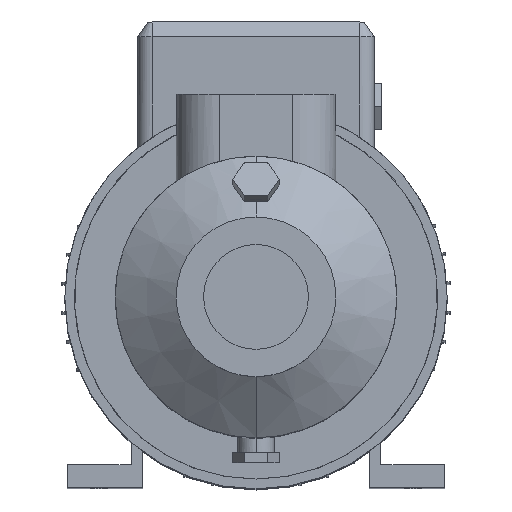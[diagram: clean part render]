
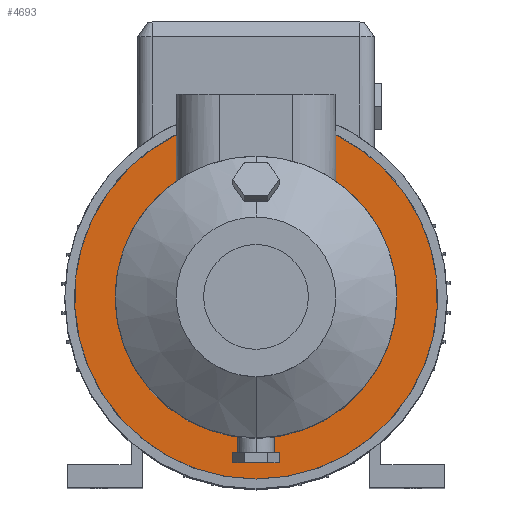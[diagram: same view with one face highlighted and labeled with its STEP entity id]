
A CAD part, top view. The second image highlights one B-rep face of the part: STEP entity #4693.
In plain terms, the highlighted planar face has unit normal (0, 0, 1).
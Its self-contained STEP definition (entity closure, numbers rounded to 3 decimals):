
#191 = ORIENTED_EDGE ( 'NONE', *, *, #8564, .F. ) ;
#297 = EDGE_CURVE ( 'NONE', #6130, #9986, #9399, .T. ) ;
#406 = ORIENTED_EDGE ( 'NONE', *, *, #6283, .T. ) ;
#421 = DIRECTION ( 'NONE',  ( 0., 0., 1. ) ) ;
#516 = CARTESIAN_POINT ( 'NONE',  ( 0., -97., -43. ) ) ;
#761 = VERTEX_POINT ( 'NONE', #516 ) ;
#892 = DIRECTION ( 'NONE',  ( 0., 1., 0. ) ) ;
#1392 = CARTESIAN_POINT ( 'NONE',  ( 0., -125., -43. ) ) ;
#1547 = DIRECTION ( 'NONE',  ( 0., -1., 0. ) ) ;
#1694 = DIRECTION ( 'NONE',  ( 0., 0., 1. ) ) ;
#1711 = CARTESIAN_POINT ( 'NONE',  ( 0., 0., -43. ) ) ;
#1831 = DIRECTION ( 'NONE',  ( 0., 0., -1. ) ) ;
#1863 = VECTOR ( 'NONE', #9618, 1000. ) ;
#2064 = CARTESIAN_POINT ( 'NONE',  ( 55., 79.9, -43. ) ) ;
#2071 = CARTESIAN_POINT ( 'NONE',  ( -55., 112.25, -43. ) ) ;
#2174 = ORIENTED_EDGE ( 'NONE', *, *, #10482, .T. ) ;
#2465 = CIRCLE ( 'NONE', #6757, 125. ) ;
#2513 = CARTESIAN_POINT ( 'NONE',  ( -55., -131.702, -43. ) ) ;
#3296 = VERTEX_POINT ( 'NONE', #2064 ) ;
#3451 = DIRECTION ( 'NONE',  ( 0., 1., 0. ) ) ;
#3620 = AXIS2_PLACEMENT_3D ( 'NONE', #7318, #421, #5503 ) ;
#3988 = CARTESIAN_POINT ( 'NONE',  ( 0., 0., -43. ) ) ;
#4581 = EDGE_CURVE ( 'NONE', #3296, #11370, #11458, .T. ) ;
#4670 = AXIS2_PLACEMENT_3D ( 'NONE', #3988, #9415, #1547 ) ;
#4693 = ADVANCED_FACE ( 'NONE', ( #8764 ), #10577, .F. ) ;
#5381 = DIRECTION ( 'NONE',  ( 0., -1., 0. ) ) ;
#5503 = DIRECTION ( 'NONE',  ( 0., -1., 0. ) ) ;
#5927 = VECTOR ( 'NONE', #3451, 1000. ) ;
#6079 = CARTESIAN_POINT ( 'NONE',  ( 0., 97., -43. ) ) ;
#6130 = VERTEX_POINT ( 'NONE', #2071 ) ;
#6188 = ORIENTED_EDGE ( 'NONE', *, *, #297, .T. ) ;
#6207 = CIRCLE ( 'NONE', #9188, 97. ) ;
#6283 = EDGE_CURVE ( 'NONE', #9964, #6130, #6951, .T. ) ;
#6630 = EDGE_LOOP ( 'NONE', ( #9717, #191, #9464, #406, #6188, #2174 ) ) ;
#6700 = CARTESIAN_POINT ( 'NONE',  ( -55., 79.9, -43. ) ) ;
#6757 = AXIS2_PLACEMENT_3D ( 'NONE', #1711, #8885, #5381 ) ;
#6951 = LINE ( 'NONE', #2513, #1863 ) ;
#7058 = AXIS2_PLACEMENT_3D ( 'NONE', #6079, #1831, #892 ) ;
#7318 = CARTESIAN_POINT ( 'NONE',  ( 0., 0., -43. ) ) ;
#7883 = CARTESIAN_POINT ( 'NONE',  ( 0., 0., -43. ) ) ;
#8156 = CARTESIAN_POINT ( 'NONE',  ( 55., 112.25, -43. ) ) ;
#8564 = EDGE_CURVE ( 'NONE', #761, #3296, #9324, .T. ) ;
#8748 = DIRECTION ( 'NONE',  ( 0., -1., 0. ) ) ;
#8764 = FACE_OUTER_BOUND ( 'NONE', #6630, .T. ) ;
#8885 = DIRECTION ( 'NONE',  ( 0., 0., 1. ) ) ;
#9188 = AXIS2_PLACEMENT_3D ( 'NONE', #7883, #1694, #8748 ) ;
#9324 = CIRCLE ( 'NONE', #4670, 97. ) ;
#9399 = CIRCLE ( 'NONE', #3620, 125. ) ;
#9415 = DIRECTION ( 'NONE',  ( 0., 0., 1. ) ) ;
#9464 = ORIENTED_EDGE ( 'NONE', *, *, #10939, .F. ) ;
#9618 = DIRECTION ( 'NONE',  ( 0., 1., 0. ) ) ;
#9717 = ORIENTED_EDGE ( 'NONE', *, *, #4581, .F. ) ;
#9759 = CARTESIAN_POINT ( 'NONE',  ( 55., -131.702, -43. ) ) ;
#9964 = VERTEX_POINT ( 'NONE', #6700 ) ;
#9986 = VERTEX_POINT ( 'NONE', #1392 ) ;
#10482 = EDGE_CURVE ( 'NONE', #9986, #11370, #2465, .T. ) ;
#10577 = PLANE ( 'NONE',  #7058 ) ;
#10939 = EDGE_CURVE ( 'NONE', #9964, #761, #6207, .T. ) ;
#11370 = VERTEX_POINT ( 'NONE', #8156 ) ;
#11458 = LINE ( 'NONE', #9759, #5927 ) ;
